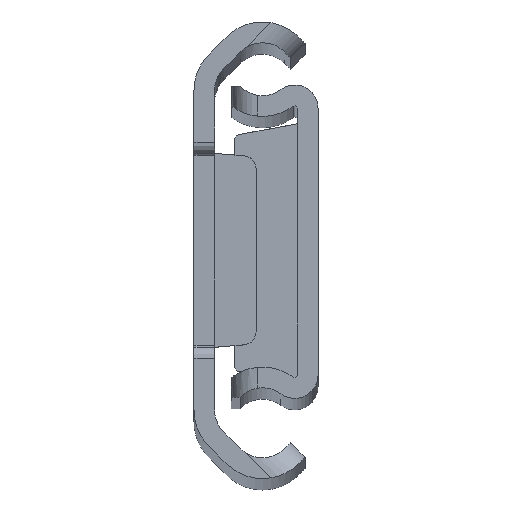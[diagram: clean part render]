
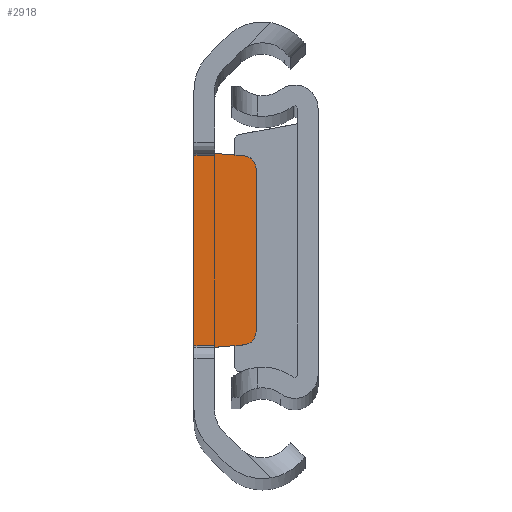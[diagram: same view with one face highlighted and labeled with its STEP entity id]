
A CAD part, top view. The second image highlights one B-rep face of the part: STEP entity #2918.
In plain terms, the highlighted planar face has unit normal (0, 0, 1).
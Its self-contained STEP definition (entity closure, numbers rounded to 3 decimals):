
#252 = DIRECTION ( 'NONE',  ( 0., 1., 0. ) ) ;
#280 = VECTOR ( 'NONE', #252, 1000. ) ;
#311 = DIRECTION ( 'NONE',  ( 0., 0., 1. ) ) ;
#455 = FACE_OUTER_BOUND ( 'NONE', #2443, .T. ) ;
#467 = VECTOR ( 'NONE', #2557, 1000. ) ;
#474 = DIRECTION ( 'NONE',  ( 0., -1., 0. ) ) ;
#522 = AXIS2_PLACEMENT_3D ( 'NONE', #1470, #311, #3453 ) ;
#614 = DIRECTION ( 'NONE',  ( -1., 0., 0. ) ) ;
#635 = ORIENTED_EDGE ( 'NONE', *, *, #4635, .F. ) ;
#644 = ORIENTED_EDGE ( 'NONE', *, *, #4373, .T. ) ;
#652 = CARTESIAN_POINT ( 'NONE',  ( 0., 7.5, -2.2 ) ) ;
#699 = CARTESIAN_POINT ( 'NONE',  ( 0., -7.5, -2.2 ) ) ;
#796 = ORIENTED_EDGE ( 'NONE', *, *, #3077, .T. ) ;
#830 = DIRECTION ( 'NONE',  ( 0., 1., 0. ) ) ;
#987 = CARTESIAN_POINT ( 'NONE',  ( 1.6, 7.5, -2.2 ) ) ;
#1000 = CARTESIAN_POINT ( 'NONE',  ( 8.601, -7.5, -2.2 ) ) ;
#1052 = EDGE_CURVE ( 'NONE', #4726, #4027, #4468, .T. ) ;
#1240 = DIRECTION ( 'NONE',  ( 0., 0., 1. ) ) ;
#1327 = ORIENTED_EDGE ( 'NONE', *, *, #5023, .T. ) ;
#1470 = CARTESIAN_POINT ( 'NONE',  ( 3.8, -6.311, -2.2 ) ) ;
#1486 = VERTEX_POINT ( 'NONE', #2588 ) ;
#1594 = VECTOR ( 'NONE', #614, 1000. ) ;
#1743 = LINE ( 'NONE', #1849, #467 ) ;
#1846 = CIRCLE ( 'NONE', #5003, 1. ) ;
#1849 = CARTESIAN_POINT ( 'NONE',  ( 4.8, -7.23, -2.2 ) ) ;
#2099 = PLANE ( 'NONE',  #2735 ) ;
#2127 = CARTESIAN_POINT ( 'NONE',  ( 8.601, 7.5, -2.2 ) ) ;
#2428 = CARTESIAN_POINT ( 'NONE',  ( 3.8, 6.311, -2.2 ) ) ;
#2443 = EDGE_LOOP ( 'NONE', ( #796, #644, #2548, #3353, #1327, #4368, #635, #3674 ) ) ;
#2464 = VECTOR ( 'NONE', #3779, 1000. ) ;
#2520 = CARTESIAN_POINT ( 'NONE',  ( 3.884, -7.307, -2.2 ) ) ;
#2548 = ORIENTED_EDGE ( 'NONE', *, *, #3412, .T. ) ;
#2557 = DIRECTION ( 'NONE',  ( 0.996, 0.084, 0. ) ) ;
#2588 = CARTESIAN_POINT ( 'NONE',  ( 4.8, -6.311, -2.2 ) ) ;
#2735 = AXIS2_PLACEMENT_3D ( 'NONE', #4403, #1240, #3595 ) ;
#2759 = LINE ( 'NONE', #3950, #3380 ) ;
#2804 = DIRECTION ( 'NONE',  ( 0., 0., 1. ) ) ;
#2882 = CARTESIAN_POINT ( 'NONE',  ( 1.6, 7.5, -2.2 ) ) ;
#2918 = ADVANCED_FACE ( 'NONE', ( #455 ), #2099, .T. ) ;
#3077 = EDGE_CURVE ( 'NONE', #4726, #4193, #1743, .T. ) ;
#3125 = CARTESIAN_POINT ( 'NONE',  ( 1.6, -7.5, -2.2 ) ) ;
#3198 = CIRCLE ( 'NONE', #522, 1. ) ;
#3316 = LINE ( 'NONE', #652, #280 ) ;
#3353 = ORIENTED_EDGE ( 'NONE', *, *, #3437, .T. ) ;
#3380 = VECTOR ( 'NONE', #830, 1000. ) ;
#3412 = EDGE_CURVE ( 'NONE', #1486, #3512, #2759, .T. ) ;
#3437 = EDGE_CURVE ( 'NONE', #3512, #4936, #1846, .T. ) ;
#3453 = DIRECTION ( 'NONE',  ( 0., -1., 0. ) ) ;
#3512 = VERTEX_POINT ( 'NONE', #4838 ) ;
#3595 = DIRECTION ( 'NONE',  ( 0., -1., 0. ) ) ;
#3674 = ORIENTED_EDGE ( 'NONE', *, *, #1052, .F. ) ;
#3694 = LINE ( 'NONE', #2127, #2464 ) ;
#3779 = DIRECTION ( 'NONE',  ( -1., 0., 0. ) ) ;
#3867 = VECTOR ( 'NONE', #4531, 1000. ) ;
#3895 = VERTEX_POINT ( 'NONE', #4279 ) ;
#3950 = CARTESIAN_POINT ( 'NONE',  ( 4.8, 7.23, -2.2 ) ) ;
#4027 = VERTEX_POINT ( 'NONE', #699 ) ;
#4193 = VERTEX_POINT ( 'NONE', #2520 ) ;
#4279 = CARTESIAN_POINT ( 'NONE',  ( 0., 7.5, -2.2 ) ) ;
#4368 = ORIENTED_EDGE ( 'NONE', *, *, #4631, .T. ) ;
#4373 = EDGE_CURVE ( 'NONE', #4193, #1486, #3198, .T. ) ;
#4396 = CARTESIAN_POINT ( 'NONE',  ( 3.884, 7.307, -2.2 ) ) ;
#4403 = CARTESIAN_POINT ( 'NONE',  ( 8.601, 7.5, -2.2 ) ) ;
#4449 = LINE ( 'NONE', #2882, #3867 ) ;
#4468 = LINE ( 'NONE', #1000, #1594 ) ;
#4531 = DIRECTION ( 'NONE',  ( -0.996, 0.084, 0. ) ) ;
#4584 = VERTEX_POINT ( 'NONE', #987 ) ;
#4631 = EDGE_CURVE ( 'NONE', #4584, #3895, #3694, .T. ) ;
#4635 = EDGE_CURVE ( 'NONE', #4027, #3895, #3316, .T. ) ;
#4726 = VERTEX_POINT ( 'NONE', #3125 ) ;
#4838 = CARTESIAN_POINT ( 'NONE',  ( 4.8, 6.311, -2.2 ) ) ;
#4936 = VERTEX_POINT ( 'NONE', #4396 ) ;
#5003 = AXIS2_PLACEMENT_3D ( 'NONE', #2428, #2804, #474 ) ;
#5023 = EDGE_CURVE ( 'NONE', #4936, #4584, #4449, .T. ) ;
